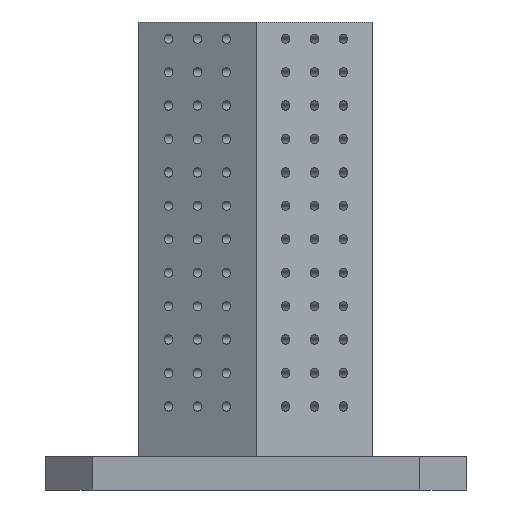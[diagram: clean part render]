
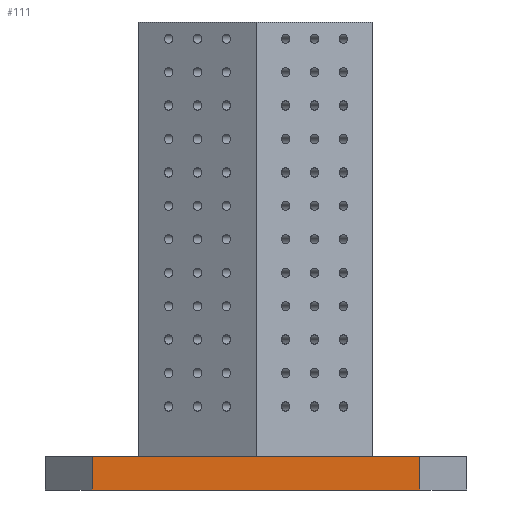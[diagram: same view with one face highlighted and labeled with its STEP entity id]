
A CAD part, left-side view. The second image highlights one B-rep face of the part: STEP entity #111.
In plain terms, the highlighted planar face has unit normal (-1, 0, 0).
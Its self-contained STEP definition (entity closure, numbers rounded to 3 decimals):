
#111 = ADVANCED_FACE( '', ( #1008 ), #1009, .F. );
#1008 = FACE_OUTER_BOUND( '', #2583, .T. );
#1009 = PLANE( '', #2584 );
#2583 = EDGE_LOOP( '', ( #4566, #4567, #4568, #4569 ) );
#2584 = AXIS2_PLACEMENT_3D( '', #4570, #4571, #4572 );
#4566 = ORIENTED_EDGE( '', *, *, #7338, .F. );
#4567 = ORIENTED_EDGE( '', *, *, #7533, .T. );
#4568 = ORIENTED_EDGE( '', *, *, #7147, .T. );
#4569 = ORIENTED_EDGE( '', *, *, #6801, .T. );
#4570 = CARTESIAN_POINT( '', ( -315., 315., 50. ) );
#4571 = DIRECTION( '', ( 1., 0., 0. ) );
#4572 = DIRECTION( '', ( 0., 1., 0. ) );
#6801 = EDGE_CURVE( '', #7747, #7744, #7748, .T. );
#7147 = EDGE_CURVE( '', #8412, #7747, #8413, .T. );
#7338 = EDGE_CURVE( '', #8773, #7744, #8775, .T. );
#7533 = EDGE_CURVE( '', #8773, #8412, #9156, .T. );
#7744 = VERTEX_POINT( '', #9390 );
#7747 = VERTEX_POINT( '', #9394 );
#7748 = LINE( '', #9395, #9396 );
#8412 = VERTEX_POINT( '', #10204 );
#8413 = LINE( '', #10205, #10206 );
#8773 = VERTEX_POINT( '', #10628 );
#8775 = LINE( '', #10631, #10632 );
#9156 = LINE( '', #11028, #11029 );
#9390 = CARTESIAN_POINT( '', ( -315., -245., 50. ) );
#9394 = CARTESIAN_POINT( '', ( -315., -245., 0. ) );
#9395 = CARTESIAN_POINT( '', ( -315., -245., 50. ) );
#9396 = VECTOR( '', #11719, 1000. );
#10204 = CARTESIAN_POINT( '', ( -315., 245., 0. ) );
#10205 = CARTESIAN_POINT( '', ( -315., 315., 0. ) );
#10206 = VECTOR( '', #12461, 1000. );
#10628 = CARTESIAN_POINT( '', ( -315., 245., 50. ) );
#10631 = CARTESIAN_POINT( '', ( -315., 315., 50. ) );
#10632 = VECTOR( '', #12906, 1000. );
#11028 = CARTESIAN_POINT( '', ( -315., 245., 50. ) );
#11029 = VECTOR( '', #13459, 1000. );
#11719 = DIRECTION( '', ( 0., 0., 1. ) );
#12461 = DIRECTION( '', ( 0., -1., 0. ) );
#12906 = DIRECTION( '', ( 0., -1., 0. ) );
#13459 = DIRECTION( '', ( 0., 0., -1. ) );
